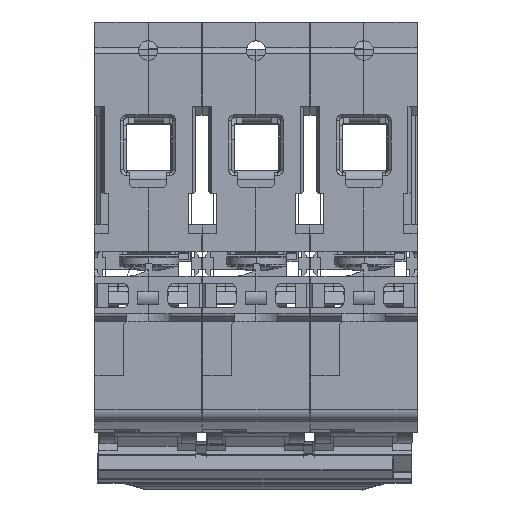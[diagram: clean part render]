
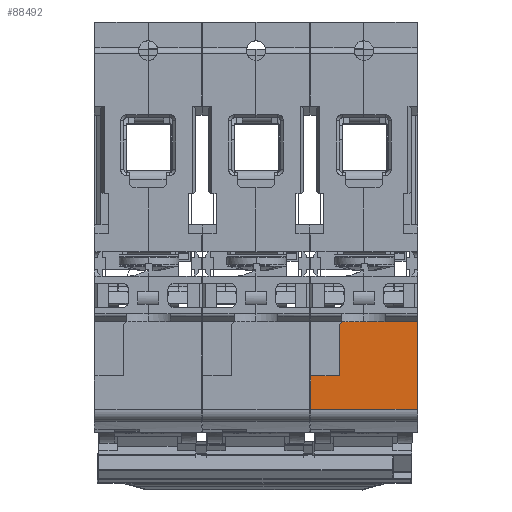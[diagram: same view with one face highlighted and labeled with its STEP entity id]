
A CAD part, left-side view. The second image highlights one B-rep face of the part: STEP entity #88492.
In plain terms, the highlighted planar face has unit normal (-1, 0, 0).
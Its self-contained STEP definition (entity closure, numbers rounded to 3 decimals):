
#975 = CARTESIAN_POINT ( 'NONE',  ( -22.5, -31.4, -33.5 ) ) ;
#1852 = LINE ( 'NONE', #111238, #51844 ) ;
#7031 = VERTEX_POINT ( 'NONE', #11016 ) ;
#8012 = EDGE_CURVE ( 'NONE', #107018, #128566, #1852, .T. ) ;
#8477 = VECTOR ( 'NONE', #37601, 1000. ) ;
#11016 = CARTESIAN_POINT ( 'NONE',  ( -22.5, -31.4, -25.1 ) ) ;
#11819 = LINE ( 'NONE', #16116, #8477 ) ;
#16032 = VERTEX_POINT ( 'NONE', #113477 ) ;
#16116 = CARTESIAN_POINT ( 'NONE',  ( -22.5, -31.9, -24.6 ) ) ;
#18298 = PLANE ( 'NONE',  #90257 ) ;
#20857 = VECTOR ( 'NONE', #31134, 1000. ) ;
#24438 = DIRECTION ( 'NONE',  ( 0., 0., -1. ) ) ;
#28042 = EDGE_CURVE ( 'NONE', #7031, #63939, #112324, .T. ) ;
#29459 = ORIENTED_EDGE ( 'NONE', *, *, #41699, .T. ) ;
#31134 = DIRECTION ( 'NONE',  ( 0., 1., 0. ) ) ;
#31448 = CARTESIAN_POINT ( 'NONE',  ( -22.5, -44.15, -24.6 ) ) ;
#35236 = DIRECTION ( 'NONE',  ( 0., 1., 0. ) ) ;
#37601 = DIRECTION ( 'NONE',  ( 0., 0.707, -0.707 ) ) ;
#38358 = CARTESIAN_POINT ( 'NONE',  ( -22.5, -29.95, -33.5 ) ) ;
#41699 = EDGE_CURVE ( 'NONE', #87289, #91500, #130141, .T. ) ;
#42539 = VECTOR ( 'NONE', #24438, 1000. ) ;
#44930 = CARTESIAN_POINT ( 'NONE',  ( -22.5, -31.4, -24.9 ) ) ;
#46356 = CARTESIAN_POINT ( 'NONE',  ( -22.5, -35.4, -24.6 ) ) ;
#51470 = CARTESIAN_POINT ( 'NONE',  ( -22.5, -44.431, -39.008 ) ) ;
#51844 = VECTOR ( 'NONE', #35236, 1000. ) ;
#53522 = ORIENTED_EDGE ( 'NONE', *, *, #94469, .F. ) ;
#54852 = ORIENTED_EDGE ( 'NONE', *, *, #28042, .T. ) ;
#56570 = DIRECTION ( 'NONE',  ( 0., 0., -1. ) ) ;
#60721 = EDGE_CURVE ( 'NONE', #123530, #91500, #137093, .T. ) ;
#62588 = EDGE_CURVE ( 'NONE', #16032, #7031, #11819, .T. ) ;
#63939 = VERTEX_POINT ( 'NONE', #975 ) ;
#64209 = LINE ( 'NONE', #98148, #42539 ) ;
#70569 = CARTESIAN_POINT ( 'NONE',  ( -22.5, -29.95, -24.9 ) ) ;
#77596 = CARTESIAN_POINT ( 'NONE',  ( -22.5, -44.15, -39.008 ) ) ;
#79867 = DIRECTION ( 'NONE',  ( 0., 1., 0. ) ) ;
#81369 = DIRECTION ( 'NONE',  ( 0., 1., 0. ) ) ;
#83817 = FACE_OUTER_BOUND ( 'NONE', #83872, .T. ) ;
#83872 = EDGE_LOOP ( 'NONE', ( #53522, #100787, #113011, #137441, #54852, #117671, #29459, #84154 ) ) ;
#84154 = ORIENTED_EDGE ( 'NONE', *, *, #60721, .F. ) ;
#87289 = VERTEX_POINT ( 'NONE', #97628 ) ;
#88492 = ADVANCED_FACE ( 'NONE', ( #83817 ), #18298, .T. ) ;
#90257 = AXIS2_PLACEMENT_3D ( 'NONE', #70569, #103166, #134848 ) ;
#90508 = DIRECTION ( 'NONE',  ( 0., 0., -1. ) ) ;
#91500 = VERTEX_POINT ( 'NONE', #111757 ) ;
#92642 = LINE ( 'NONE', #127589, #20857 ) ;
#94469 = EDGE_CURVE ( 'NONE', #107018, #123530, #64209, .T. ) ;
#97628 = CARTESIAN_POINT ( 'NONE',  ( -22.5, -26.65, -33.5 ) ) ;
#98148 = CARTESIAN_POINT ( 'NONE',  ( -22.5, -44.15, -41.34 ) ) ;
#100298 = CARTESIAN_POINT ( 'NONE',  ( -22.5, -26.65, -24.9 ) ) ;
#100787 = ORIENTED_EDGE ( 'NONE', *, *, #8012, .T. ) ;
#103166 = DIRECTION ( 'NONE',  ( -1., 0., 0. ) ) ;
#105089 = VECTOR ( 'NONE', #79867, 1000. ) ;
#105582 = VECTOR ( 'NONE', #56570, 1000. ) ;
#107018 = VERTEX_POINT ( 'NONE', #31448 ) ;
#108514 = VECTOR ( 'NONE', #90508, 1000. ) ;
#108795 = VECTOR ( 'NONE', #81369, 1000. ) ;
#110080 = LINE ( 'NONE', #38358, #105089 ) ;
#111238 = CARTESIAN_POINT ( 'NONE',  ( -22.5, -29.95, -24.6 ) ) ;
#111757 = CARTESIAN_POINT ( 'NONE',  ( -22.5, -26.65, -39.008 ) ) ;
#112324 = LINE ( 'NONE', #44930, #105582 ) ;
#113011 = ORIENTED_EDGE ( 'NONE', *, *, #113888, .T. ) ;
#113477 = CARTESIAN_POINT ( 'NONE',  ( -22.5, -31.9, -24.6 ) ) ;
#113888 = EDGE_CURVE ( 'NONE', #128566, #16032, #92642, .T. ) ;
#117671 = ORIENTED_EDGE ( 'NONE', *, *, #120497, .T. ) ;
#120497 = EDGE_CURVE ( 'NONE', #63939, #87289, #110080, .T. ) ;
#123530 = VERTEX_POINT ( 'NONE', #77596 ) ;
#127589 = CARTESIAN_POINT ( 'NONE',  ( -22.5, -29.95, -24.6 ) ) ;
#128566 = VERTEX_POINT ( 'NONE', #46356 ) ;
#130141 = LINE ( 'NONE', #100298, #108514 ) ;
#134848 = DIRECTION ( 'NONE',  ( 0., 0., 1. ) ) ;
#137093 = LINE ( 'NONE', #51470, #108795 ) ;
#137441 = ORIENTED_EDGE ( 'NONE', *, *, #62588, .T. ) ;
